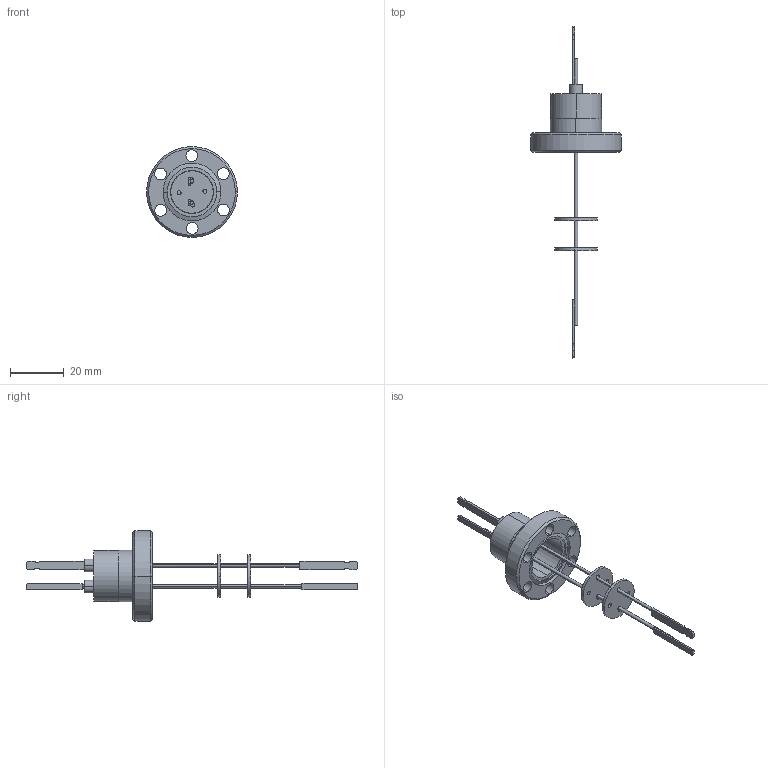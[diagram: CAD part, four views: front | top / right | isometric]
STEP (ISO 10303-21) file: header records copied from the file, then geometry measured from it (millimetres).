
FILE_DESCRIPTION (( 'STEP AP203' ), '1' );
FILE_NAME ('A10768-1-CF.STEP', '2014-04-28T13:06:11', ( '' ), ( '' ), 'SwSTEP 2.0', 'SolidWorks 2014', '' );
FILE_SCHEMA (( 'CONFIG_CONTROL_DESIGN' ));
Length unit declared in the file: inch
Products named in the file (1): A10768-1-CF
Bounding box: 33.78 x 123.44 x 33.78 mm (x, y, z)
Volume: 6897.9 mm3; surface area: 7678.5 mm2
Topology: 1 solids, 1 shells, 158 faces, 413 edges, 268 vertices
Faces by surface type: cylinder 89, plane 51, cone 14, torus 4
Entity records: 5092 total; most frequent: DIRECTION 955, CARTESIAN_POINT 840, ORIENTED_EDGE 826, EDGE_CURVE 413, AXIS2_PLACEMENT_3D 383, VERTEX_POINT 268, CIRCLE 224, EDGE_LOOP 203
